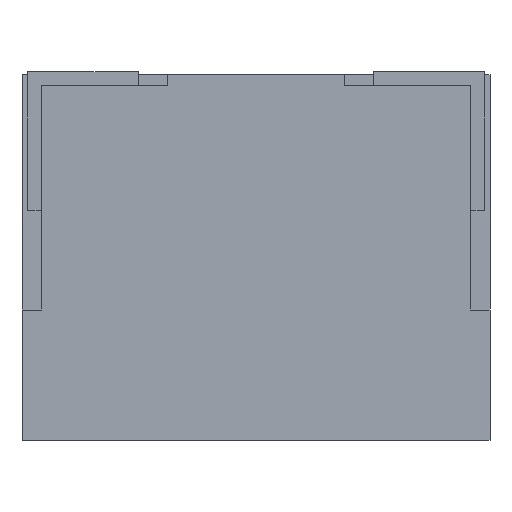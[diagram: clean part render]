
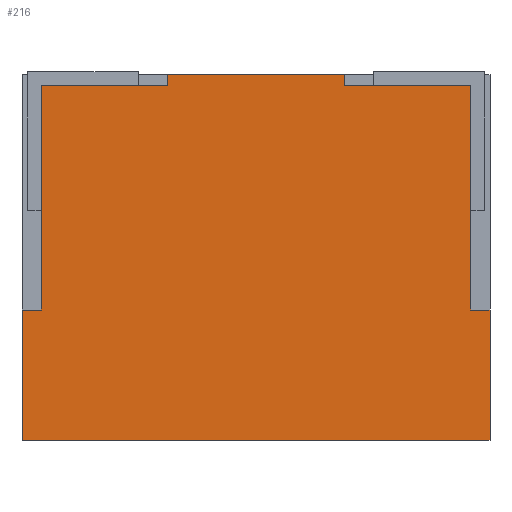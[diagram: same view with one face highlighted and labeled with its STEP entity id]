
A CAD part, front view. The second image highlights one B-rep face of the part: STEP entity #216.
In plain terms, the highlighted planar face has unit normal (0, -1, 0).
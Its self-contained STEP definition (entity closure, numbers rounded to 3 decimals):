
#8 = ORIENTED_EDGE ( 'NONE', *, *, #1418, .F. ) ;
#49 = CARTESIAN_POINT ( 'NONE',  ( -0.64, -1.67, 2.64 ) ) ;
#52 = CARTESIAN_POINT ( 'NONE',  ( 1.55, -1.67, 2.56 ) ) ;
#70 = ORIENTED_EDGE ( 'NONE', *, *, #1109, .F. ) ;
#73 = AXIS2_PLACEMENT_3D ( 'NONE', #170, #366, #440 ) ;
#77 = CARTESIAN_POINT ( 'NONE',  ( 1.55, -1.67, 0.94 ) ) ;
#84 = DIRECTION ( 'NONE',  ( 0., 0., -1. ) ) ;
#109 = DIRECTION ( 'NONE',  ( 0., 0., -1. ) ) ;
#147 = ORIENTED_EDGE ( 'NONE', *, *, #719, .F. ) ;
#168 = LINE ( 'NONE', #713, #494 ) ;
#170 = CARTESIAN_POINT ( 'NONE',  ( -1.69, -1.67, 2.64 ) ) ;
#183 = CARTESIAN_POINT ( 'NONE',  ( -1.69, -1.67, 0.94 ) ) ;
#206 = VERTEX_POINT ( 'NONE', #714 ) ;
#216 = ADVANCED_FACE ( 'NONE', ( #900 ), #1210, .F. ) ;
#231 = CARTESIAN_POINT ( 'NONE',  ( -1.55, -1.67, 2.56 ) ) ;
#243 = DIRECTION ( 'NONE',  ( 1., 0., 0. ) ) ;
#246 = EDGE_CURVE ( 'NONE', #1089, #726, #1366, .T. ) ;
#265 = CARTESIAN_POINT ( 'NONE',  ( 0.64, -1.67, 2.64 ) ) ;
#269 = LINE ( 'NONE', #809, #490 ) ;
#292 = LINE ( 'NONE', #1000, #1244 ) ;
#296 = EDGE_CURVE ( 'NONE', #1089, #1215, #453, .T. ) ;
#340 = DIRECTION ( 'NONE',  ( 1., 0., 0. ) ) ;
#358 = VECTOR ( 'NONE', #1301, 1000. ) ;
#365 = CARTESIAN_POINT ( 'NONE',  ( -1.55, -1.67, 2.56 ) ) ;
#366 = DIRECTION ( 'NONE',  ( 0., 1., 0. ) ) ;
#380 = VERTEX_POINT ( 'NONE', #49 ) ;
#410 = VECTOR ( 'NONE', #960, 1000. ) ;
#415 = EDGE_CURVE ( 'NONE', #206, #380, #934, .T. ) ;
#440 = DIRECTION ( 'NONE',  ( 0., 0., 1. ) ) ;
#453 = LINE ( 'NONE', #1319, #358 ) ;
#454 = VECTOR ( 'NONE', #599, 1000. ) ;
#479 = VERTEX_POINT ( 'NONE', #77 ) ;
#490 = VECTOR ( 'NONE', #340, 1000. ) ;
#494 = VECTOR ( 'NONE', #512, 1000. ) ;
#495 = EDGE_CURVE ( 'NONE', #479, #726, #1420, .T. ) ;
#512 = DIRECTION ( 'NONE',  ( 1., 0., 0. ) ) ;
#582 = ORIENTED_EDGE ( 'NONE', *, *, #1169, .F. ) ;
#599 = DIRECTION ( 'NONE',  ( 1., 0., 0. ) ) ;
#601 = VECTOR ( 'NONE', #987, 1000. ) ;
#652 = CARTESIAN_POINT ( 'NONE',  ( -1.55, -1.67, 0.94 ) ) ;
#656 = CARTESIAN_POINT ( 'NONE',  ( -1.69, -1.67, 0.94 ) ) ;
#668 = VECTOR ( 'NONE', #243, 1000. ) ;
#685 = CARTESIAN_POINT ( 'NONE',  ( 1.55, -1.67, 2.56 ) ) ;
#693 = EDGE_CURVE ( 'NONE', #904, #1311, #1379, .T. ) ;
#713 = CARTESIAN_POINT ( 'NONE',  ( -1.69, -1.67, 0. ) ) ;
#714 = CARTESIAN_POINT ( 'NONE',  ( -0.64, -1.67, 2.56 ) ) ;
#719 = EDGE_CURVE ( 'NONE', #904, #1067, #1049, .T. ) ;
#726 = VERTEX_POINT ( 'NONE', #685 ) ;
#741 = ORIENTED_EDGE ( 'NONE', *, *, #1365, .T. ) ;
#756 = CARTESIAN_POINT ( 'NONE',  ( 1.69, -1.67, 0.94 ) ) ;
#771 = ORIENTED_EDGE ( 'NONE', *, *, #246, .F. ) ;
#783 = EDGE_LOOP ( 'NONE', ( #771, #1015, #582, #1111, #1305, #826, #147, #1385, #741, #70, #8, #1425 ) ) ;
#808 = CARTESIAN_POINT ( 'NONE',  ( -1.69, -1.67, 0. ) ) ;
#809 = CARTESIAN_POINT ( 'NONE',  ( -1.69, -1.67, 2.64 ) ) ;
#825 = CARTESIAN_POINT ( 'NONE',  ( -1.55, -1.67, 0.94 ) ) ;
#826 = ORIENTED_EDGE ( 'NONE', *, *, #1045, .F. ) ;
#841 = DIRECTION ( 'NONE',  ( 1., 0., 0. ) ) ;
#878 = EDGE_CURVE ( 'NONE', #1078, #206, #1028, .T. ) ;
#900 = FACE_OUTER_BOUND ( 'NONE', #783, .T. ) ;
#904 = VERTEX_POINT ( 'NONE', #656 ) ;
#928 = VECTOR ( 'NONE', #1230, 1000. ) ;
#934 = LINE ( 'NONE', #1495, #410 ) ;
#960 = DIRECTION ( 'NONE',  ( 0., 0., 1. ) ) ;
#975 = CARTESIAN_POINT ( 'NONE',  ( 1.69, -1.67, 0. ) ) ;
#987 = DIRECTION ( 'NONE',  ( 0., 0., 1. ) ) ;
#995 = CARTESIAN_POINT ( 'NONE',  ( -1.69, -1.67, 2.64 ) ) ;
#1000 = CARTESIAN_POINT ( 'NONE',  ( 1.69, -1.67, 2.64 ) ) ;
#1007 = VECTOR ( 'NONE', #1398, 1000. ) ;
#1015 = ORIENTED_EDGE ( 'NONE', *, *, #296, .T. ) ;
#1028 = LINE ( 'NONE', #365, #668 ) ;
#1045 = EDGE_CURVE ( 'NONE', #1067, #1078, #1304, .T. ) ;
#1049 = LINE ( 'NONE', #183, #928 ) ;
#1067 = VERTEX_POINT ( 'NONE', #825 ) ;
#1078 = VERTEX_POINT ( 'NONE', #231 ) ;
#1082 = CARTESIAN_POINT ( 'NONE',  ( 1.55, -1.67, 0.94 ) ) ;
#1089 = VERTEX_POINT ( 'NONE', #1256 ) ;
#1109 = EDGE_CURVE ( 'NONE', #1397, #1251, #292, .T. ) ;
#1111 = ORIENTED_EDGE ( 'NONE', *, *, #415, .F. ) ;
#1132 = VECTOR ( 'NONE', #841, 1000. ) ;
#1147 = LINE ( 'NONE', #756, #454 ) ;
#1169 = EDGE_CURVE ( 'NONE', #380, #1215, #269, .T. ) ;
#1210 = PLANE ( 'NONE',  #73 ) ;
#1215 = VERTEX_POINT ( 'NONE', #265 ) ;
#1230 = DIRECTION ( 'NONE',  ( 1., 0., 0. ) ) ;
#1244 = VECTOR ( 'NONE', #109, 1000. ) ;
#1251 = VERTEX_POINT ( 'NONE', #975 ) ;
#1256 = CARTESIAN_POINT ( 'NONE',  ( 0.64, -1.67, 2.56 ) ) ;
#1290 = VECTOR ( 'NONE', #84, 1000. ) ;
#1301 = DIRECTION ( 'NONE',  ( 0., 0., 1. ) ) ;
#1304 = LINE ( 'NONE', #652, #1007 ) ;
#1305 = ORIENTED_EDGE ( 'NONE', *, *, #878, .F. ) ;
#1311 = VERTEX_POINT ( 'NONE', #808 ) ;
#1319 = CARTESIAN_POINT ( 'NONE',  ( 0.64, -1.67, 2.56 ) ) ;
#1365 = EDGE_CURVE ( 'NONE', #1311, #1251, #168, .T. ) ;
#1366 = LINE ( 'NONE', #52, #1132 ) ;
#1379 = LINE ( 'NONE', #995, #1290 ) ;
#1385 = ORIENTED_EDGE ( 'NONE', *, *, #693, .T. ) ;
#1397 = VERTEX_POINT ( 'NONE', #1488 ) ;
#1398 = DIRECTION ( 'NONE',  ( 0., 0., 1. ) ) ;
#1418 = EDGE_CURVE ( 'NONE', #479, #1397, #1147, .T. ) ;
#1420 = LINE ( 'NONE', #1082, #601 ) ;
#1425 = ORIENTED_EDGE ( 'NONE', *, *, #495, .T. ) ;
#1488 = CARTESIAN_POINT ( 'NONE',  ( 1.69, -1.67, 0.94 ) ) ;
#1495 = CARTESIAN_POINT ( 'NONE',  ( -0.64, -1.67, 2.56 ) ) ;
